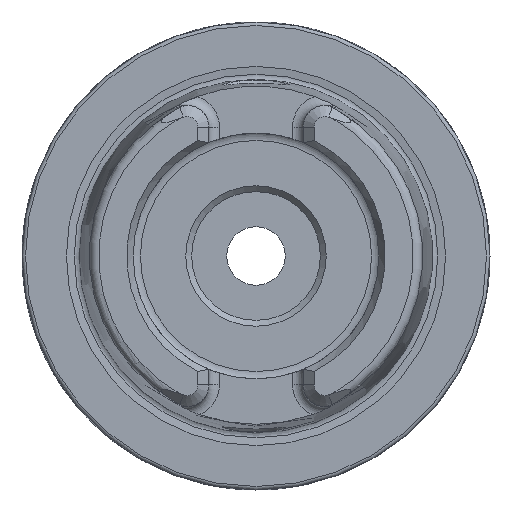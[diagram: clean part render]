
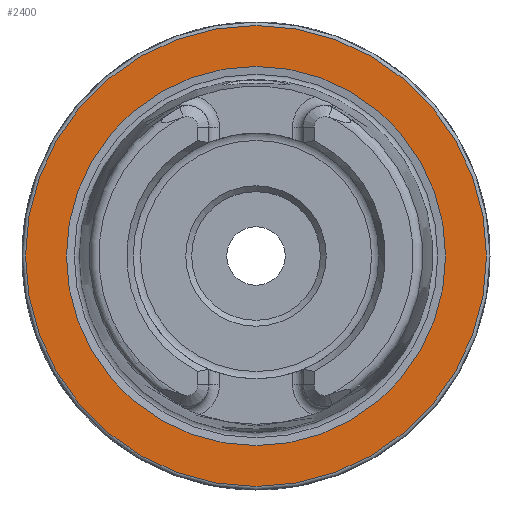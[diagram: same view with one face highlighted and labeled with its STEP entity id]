
A CAD part, left-side view. The second image highlights one B-rep face of the part: STEP entity #2400.
In plain terms, the highlighted planar face has unit normal (-1, 0, 0).
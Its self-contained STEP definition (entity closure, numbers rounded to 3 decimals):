
#606 = ORIENTED_EDGE ( 'NONE', *, *, #4310, .F. ) ;
#752 = FACE_OUTER_BOUND ( 'NONE', #6603, .T. ) ;
#758 = CIRCLE ( 'NONE', #6392, 19.7 ) ;
#1130 = DIRECTION ( 'NONE',  ( 0., 0., 1. ) ) ;
#1508 = DIRECTION ( 'NONE',  ( 0., 0., 1. ) ) ;
#1602 = EDGE_CURVE ( 'NONE', #5936, #5936, #758, .T. ) ;
#1779 = EDGE_LOOP ( 'NONE', ( #606 ) ) ;
#1915 = VERTEX_POINT ( 'NONE', #4275 ) ;
#1984 = CARTESIAN_POINT ( 'NONE',  ( 0., 0., 0. ) ) ;
#2374 = FACE_BOUND ( 'NONE', #1779, .T. ) ;
#2400 = ADVANCED_FACE ( 'NONE', ( #2374, #752 ), #4391, .F. ) ;
#3307 = CARTESIAN_POINT ( 'NONE',  ( 0., 19.7, 0. ) ) ;
#4180 = CARTESIAN_POINT ( 'NONE',  ( 0., 0., 19.7 ) ) ;
#4275 = CARTESIAN_POINT ( 'NONE',  ( 0., 0., 16.207 ) ) ;
#4310 = EDGE_CURVE ( 'NONE', #1915, #1915, #4837, .T. ) ;
#4391 = PLANE ( 'NONE',  #4993 ) ;
#4837 = CIRCLE ( 'NONE', #5408, 16.207 ) ;
#4943 = DIRECTION ( 'NONE',  ( 1., 0., 0. ) ) ;
#4993 = AXIS2_PLACEMENT_3D ( 'NONE', #3307, #4943, #5509 ) ;
#5408 = AXIS2_PLACEMENT_3D ( 'NONE', #1984, #6369, #1508 ) ;
#5509 = DIRECTION ( 'NONE',  ( 0., 0., -1. ) ) ;
#5936 = VERTEX_POINT ( 'NONE', #4180 ) ;
#6334 = ORIENTED_EDGE ( 'NONE', *, *, #1602, .T. ) ;
#6369 = DIRECTION ( 'NONE',  ( -1., 0., 0. ) ) ;
#6392 = AXIS2_PLACEMENT_3D ( 'NONE', #6661, #6617, #1130 ) ;
#6603 = EDGE_LOOP ( 'NONE', ( #6334 ) ) ;
#6617 = DIRECTION ( 'NONE',  ( -1., 0., 0. ) ) ;
#6661 = CARTESIAN_POINT ( 'NONE',  ( 0., 0., 0. ) ) ;
